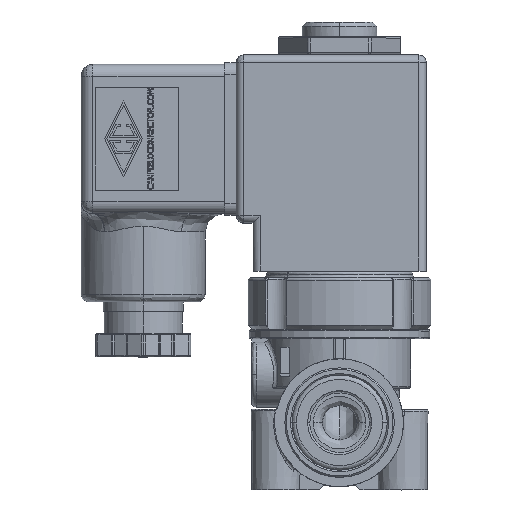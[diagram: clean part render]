
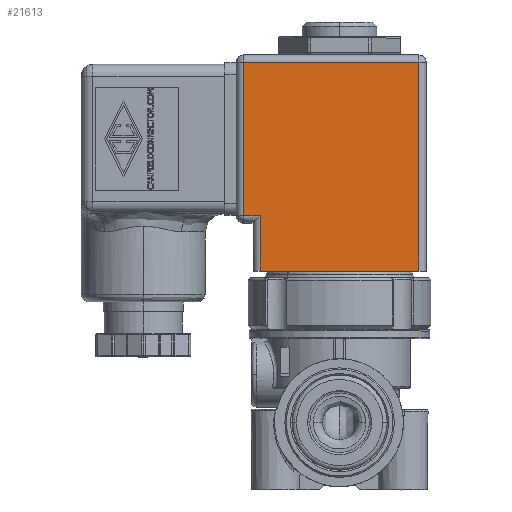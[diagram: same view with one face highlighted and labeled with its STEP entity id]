
A CAD part, top view. The second image highlights one B-rep face of the part: STEP entity #21613.
In plain terms, the highlighted planar face has unit normal (0, 0, 1).
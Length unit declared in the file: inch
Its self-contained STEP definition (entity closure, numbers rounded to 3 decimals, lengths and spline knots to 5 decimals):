
#37 = VERTEX_POINT ( 'NONE', #46899 ) ;
#169 = LINE ( 'NONE', #60726, #13055 ) ;
#2203 = ORIENTED_EDGE ( 'NONE', *, *, #44533, .T. ) ;
#2974 = VERTEX_POINT ( 'NONE', #51627 ) ;
#3479 = EDGE_CURVE ( 'NONE', #29347, #37, #36898, .T. ) ;
#5305 = DIRECTION ( 'NONE',  ( 0., 1., 0. ) ) ;
#13055 = VECTOR ( 'NONE', #49960, 39.37008 ) ;
#13700 = LINE ( 'NONE', #52466, #52186 ) ;
#13811 = PLANE ( 'NONE',  #27621 ) ;
#15675 = CARTESIAN_POINT ( 'NONE',  ( 0.593, 1.0385, 0.62 ) ) ;
#18554 = ORIENTED_EDGE ( 'NONE', *, *, #40462, .T. ) ;
#19170 = VECTOR ( 'NONE', #5305, 39.37008 ) ;
#19340 = DIRECTION ( 'NONE',  ( 0., -1., 0. ) ) ;
#20797 = CARTESIAN_POINT ( 'NONE',  ( -0.543, 1.4185, 0.62 ) ) ;
#21613 = ADVANCED_FACE ( 'NONE', ( #58275 ), #13811, .T. ) ;
#22343 = DIRECTION ( 'NONE',  ( 1., 0., 0. ) ) ;
#22417 = VECTOR ( 'NONE', #57025, 39.37008 ) ;
#23789 = EDGE_CURVE ( 'NONE', #37, #45646, #55424, .T. ) ;
#27386 = ORIENTED_EDGE ( 'NONE', *, *, #57123, .T. ) ;
#27621 = AXIS2_PLACEMENT_3D ( 'NONE', #46281, #52061, #19340 ) ;
#29326 = CARTESIAN_POINT ( 'NONE',  ( 0.543, 1.0385, 0.62 ) ) ;
#29347 = VERTEX_POINT ( 'NONE', #20797 ) ;
#29535 = CARTESIAN_POINT ( 'NONE',  ( -0.543, 2.5185, 0.62 ) ) ;
#30657 = DIRECTION ( 'NONE',  ( 1., 0., 0. ) ) ;
#34532 = EDGE_LOOP ( 'NONE', ( #18554, #37097, #44208, #2203, #46984, #27386 ) ) ;
#36898 = LINE ( 'NONE', #29535, #22417 ) ;
#37097 = ORIENTED_EDGE ( 'NONE', *, *, #3479, .T. ) ;
#38077 = CARTESIAN_POINT ( 'NONE',  ( 0.543, 2.5185, 0.62 ) ) ;
#38129 = CARTESIAN_POINT ( 'NONE',  ( -0.657, 2.4685, 0.62 ) ) ;
#38885 = VERTEX_POINT ( 'NONE', #38129 ) ;
#40462 = EDGE_CURVE ( 'NONE', #2974, #29347, #13700, .T. ) ;
#40848 = VECTOR ( 'NONE', #43094, 39.37008 ) ;
#43037 = CARTESIAN_POINT ( 'NONE',  ( 0.543, 2.4685, 0.62 ) ) ;
#43094 = DIRECTION ( 'NONE',  ( 1., 0., 0. ) ) ;
#44208 = ORIENTED_EDGE ( 'NONE', *, *, #23789, .T. ) ;
#44533 = EDGE_CURVE ( 'NONE', #45646, #64196, #59319, .T. ) ;
#45646 = VERTEX_POINT ( 'NONE', #29326 ) ;
#46281 = CARTESIAN_POINT ( 'NONE',  ( 0.593, 2.5185, 0.62 ) ) ;
#46899 = CARTESIAN_POINT ( 'NONE',  ( -0.543, 1.0385, 0.62 ) ) ;
#46984 = ORIENTED_EDGE ( 'NONE', *, *, #55155, .F. ) ;
#49605 = CARTESIAN_POINT ( 'NONE',  ( 0.593, 2.4685, 0.62 ) ) ;
#49960 = DIRECTION ( 'NONE',  ( 0., -1., 0. ) ) ;
#51627 = CARTESIAN_POINT ( 'NONE',  ( -0.657, 1.4185, 0.62 ) ) ;
#52061 = DIRECTION ( 'NONE',  ( 0., 0., 1. ) ) ;
#52186 = VECTOR ( 'NONE', #30657, 39.37008 ) ;
#52466 = CARTESIAN_POINT ( 'NONE',  ( 0.593, 1.4185, 0.62 ) ) ;
#55155 = EDGE_CURVE ( 'NONE', #38885, #64196, #61147, .T. ) ;
#55424 = LINE ( 'NONE', #15675, #40848 ) ;
#57025 = DIRECTION ( 'NONE',  ( 0., -1., 0. ) ) ;
#57123 = EDGE_CURVE ( 'NONE', #38885, #2974, #169, .T. ) ;
#58275 = FACE_OUTER_BOUND ( 'NONE', #34532, .T. ) ;
#59319 = LINE ( 'NONE', #38077, #19170 ) ;
#59404 = VECTOR ( 'NONE', #22343, 39.37008 ) ;
#60726 = CARTESIAN_POINT ( 'NONE',  ( -0.657, 2.5185, 0.62 ) ) ;
#61147 = LINE ( 'NONE', #49605, #59404 ) ;
#64196 = VERTEX_POINT ( 'NONE', #43037 ) ;
